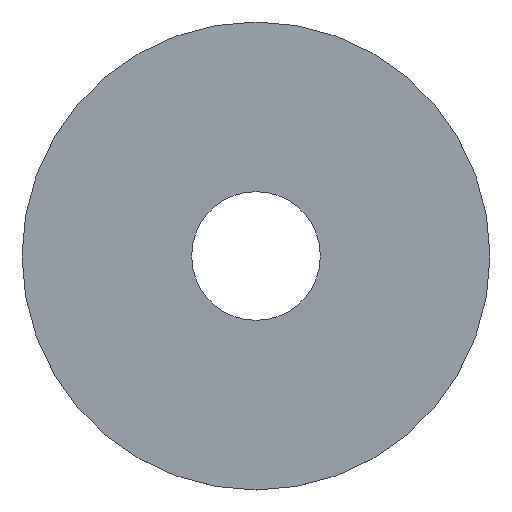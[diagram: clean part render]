
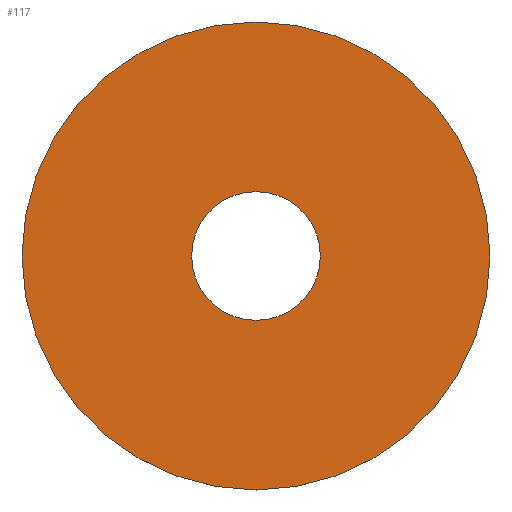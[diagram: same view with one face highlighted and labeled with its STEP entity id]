
A CAD part, top view. The second image highlights one B-rep face of the part: STEP entity #117.
In plain terms, the highlighted planar face has unit normal (0, 0, 1).
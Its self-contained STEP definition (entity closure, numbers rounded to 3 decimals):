
#1 = CIRCLE ( 'NONE', #161, 40. ) ;
#10 = CARTESIAN_POINT ( 'NONE',  ( 0., 11., 0.9 ) ) ;
#11 = CARTESIAN_POINT ( 'NONE',  ( 0., 40., 0.9 ) ) ;
#13 = AXIS2_PLACEMENT_3D ( 'NONE', #48, #165, #149 ) ;
#21 = DIRECTION ( 'NONE',  ( 0., 1., 0. ) ) ;
#27 = CIRCLE ( 'NONE', #13, 11. ) ;
#30 = FACE_OUTER_BOUND ( 'NONE', #47, .T. ) ;
#32 = VERTEX_POINT ( 'NONE', #10 ) ;
#36 = FACE_BOUND ( 'NONE', #74, .T. ) ;
#47 = EDGE_LOOP ( 'NONE', ( #142 ) ) ;
#48 = CARTESIAN_POINT ( 'NONE',  ( 0., 0., 0.9 ) ) ;
#71 = EDGE_CURVE ( 'NONE', #88, #88, #1, .T. ) ;
#72 = PLANE ( 'NONE',  #132 ) ;
#74 = EDGE_LOOP ( 'NONE', ( #85 ) ) ;
#84 = CARTESIAN_POINT ( 'NONE',  ( 0., 11., 0.9 ) ) ;
#85 = ORIENTED_EDGE ( 'NONE', *, *, #160, .T. ) ;
#88 = VERTEX_POINT ( 'NONE', #11 ) ;
#114 = DIRECTION ( 'NONE',  ( 0., -1., 0. ) ) ;
#117 = ADVANCED_FACE ( 'NONE', ( #36, #30 ), #72, .T. ) ;
#126 = DIRECTION ( 'NONE',  ( 0., 0., -1. ) ) ;
#132 = AXIS2_PLACEMENT_3D ( 'NONE', #84, #141, #114 ) ;
#141 = DIRECTION ( 'NONE',  ( 0., 0., 1. ) ) ;
#142 = ORIENTED_EDGE ( 'NONE', *, *, #71, .F. ) ;
#149 = DIRECTION ( 'NONE',  ( 0., 1., 0. ) ) ;
#152 = CARTESIAN_POINT ( 'NONE',  ( 0., 0., 0.9 ) ) ;
#160 = EDGE_CURVE ( 'NONE', #32, #32, #27, .T. ) ;
#161 = AXIS2_PLACEMENT_3D ( 'NONE', #152, #126, #21 ) ;
#165 = DIRECTION ( 'NONE',  ( 0., 0., -1. ) ) ;
